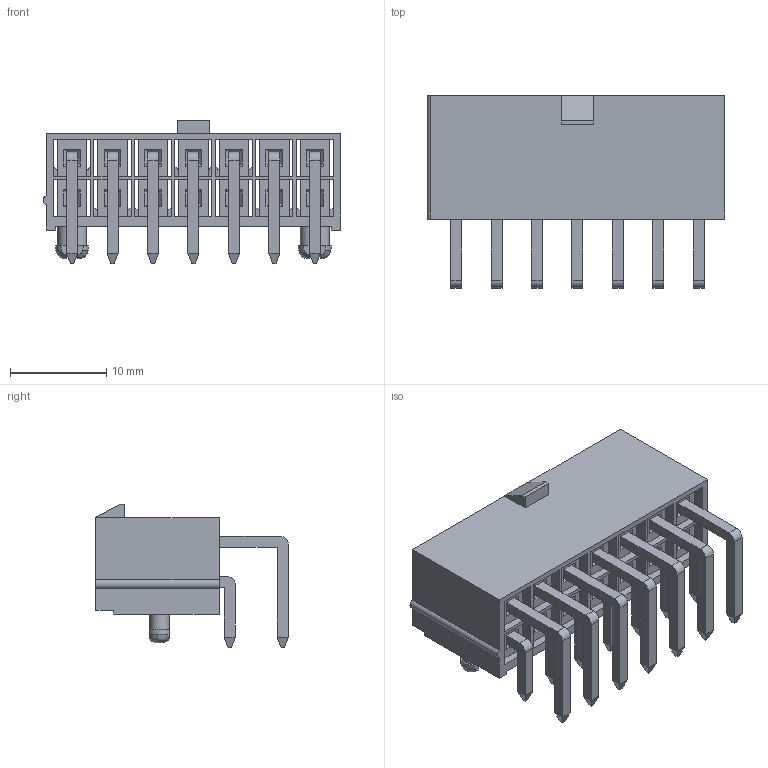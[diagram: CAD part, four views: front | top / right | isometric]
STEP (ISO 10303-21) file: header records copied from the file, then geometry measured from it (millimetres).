
FILE_DESCRIPTION(/* description */ ('Unknown'),/* implementation_level */ '2;1');
FILE_NAME(/* name */ 'J_Wurth_WR-MPC4_649014227222',/* time_stamp */ '2025-06-17T10:07:52+08:00',/* author */ ('Unknown'),/* organization */ ('Unknown'),/* preprocessor_version */ 'ST-DEVELOPER v19.4',/* originating_system */ 'Solid Edge',/* authorisation */ 'Unknown');
FILE_SCHEMA (('AUTOMOTIVE_DESIGN {1 0 10303 214 3 1 1}'));
Length unit declared in the file: millimetre
Products named in the file (2): J_Wurth_WR-MPC4_649014227222
Assembly tree (1 placements, depth 2):
  J_Wurth_WR-MPC4_649014227222
    J_Wurth_WR-MPC4_649014227222
Bounding box: 30.9 x 19.97 x 14.9 mm (x, y, z)
Volume: 2009.6 mm3; surface area: 5573.2 mm2
Topology: 1 solids, 1 shells, 548 faces, 1373 edges, 852 vertices
Faces by surface type: plane 521, cylinder 19, bspline 8
Entity records: 20368 total; most frequent: CARTESIAN_POINT 3481, ORIENTED_EDGE 2746, DIRECTION 2443, EDGE_CURVE 1373, LINE 1291, VECTOR 1291, VERTEX_POINT 852, EDGE_LOOP 629
